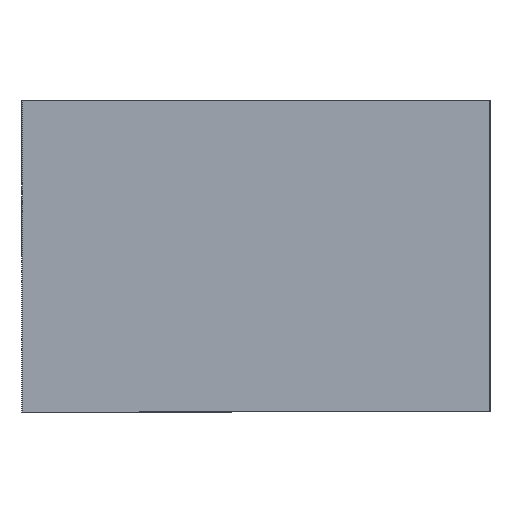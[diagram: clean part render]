
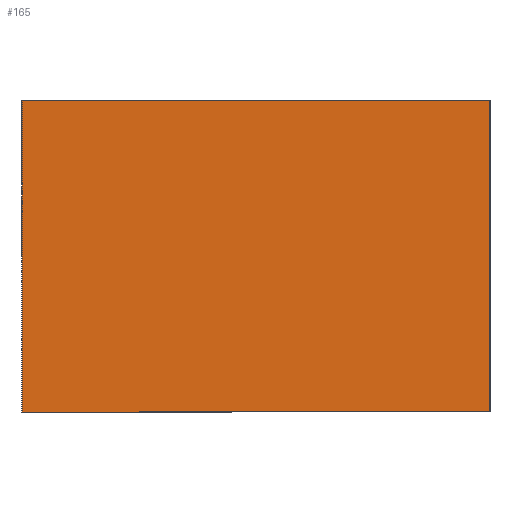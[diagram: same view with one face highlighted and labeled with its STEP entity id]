
A CAD part, left-side view. The second image highlights one B-rep face of the part: STEP entity #165.
In plain terms, the highlighted planar face has unit normal (-1, 0, 0).
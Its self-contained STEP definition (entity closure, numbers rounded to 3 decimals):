
#33 = CARTESIAN_POINT ( 'NONE',  ( -74., 0., 46.056 ) ) ;
#36 = VERTEX_POINT ( 'NONE', #211 ) ;
#52 = PLANE ( 'NONE',  #665 ) ;
#59 = ORIENTED_EDGE ( 'NONE', *, *, #236, .T. ) ;
#72 = EDGE_CURVE ( 'NONE', #575, #498, #425, .T. ) ;
#82 = VERTEX_POINT ( 'NONE', #414 ) ;
#96 = DIRECTION ( 'NONE',  ( 0., 0., -1. ) ) ;
#157 = CARTESIAN_POINT ( 'NONE',  ( -74., 30., 10. ) ) ;
#165 = ADVANCED_FACE ( 'NONE', ( #346 ), #52, .F. ) ;
#181 = DIRECTION ( 'NONE',  ( 0., 0., -1. ) ) ;
#211 = CARTESIAN_POINT ( 'NONE',  ( -74., 30., -10. ) ) ;
#236 = EDGE_CURVE ( 'NONE', #36, #82, #657, .T. ) ;
#237 = ORIENTED_EDGE ( 'NONE', *, *, #549, .F. ) ;
#288 = CARTESIAN_POINT ( 'NONE',  ( -74., 0., -10. ) ) ;
#307 = LINE ( 'NONE', #879, #739 ) ;
#323 = VECTOR ( 'NONE', #802, 1000. ) ;
#342 = CARTESIAN_POINT ( 'NONE',  ( -74., 0., 46.056 ) ) ;
#346 = FACE_OUTER_BOUND ( 'NONE', #747, .T. ) ;
#353 = CARTESIAN_POINT ( 'NONE',  ( -74., 0., 10. ) ) ;
#359 = VECTOR ( 'NONE', #632, 1000. ) ;
#406 = CARTESIAN_POINT ( 'NONE',  ( -74., 0., 10. ) ) ;
#414 = CARTESIAN_POINT ( 'NONE',  ( -74., 0., -10. ) ) ;
#425 = LINE ( 'NONE', #353, #359 ) ;
#456 = ORIENTED_EDGE ( 'NONE', *, *, #72, .T. ) ;
#466 = EDGE_CURVE ( 'NONE', #498, #36, #307, .T. ) ;
#468 = ORIENTED_EDGE ( 'NONE', *, *, #466, .T. ) ;
#498 = VERTEX_POINT ( 'NONE', #157 ) ;
#547 = LINE ( 'NONE', #33, #781 ) ;
#549 = EDGE_CURVE ( 'NONE', #575, #82, #547, .T. ) ;
#575 = VERTEX_POINT ( 'NONE', #406 ) ;
#632 = DIRECTION ( 'NONE',  ( 0., 1., 0. ) ) ;
#635 = DIRECTION ( 'NONE',  ( 1., 0., 0. ) ) ;
#657 = LINE ( 'NONE', #288, #323 ) ;
#665 = AXIS2_PLACEMENT_3D ( 'NONE', #342, #635, #921 ) ;
#739 = VECTOR ( 'NONE', #96, 1000. ) ;
#747 = EDGE_LOOP ( 'NONE', ( #237, #456, #468, #59 ) ) ;
#781 = VECTOR ( 'NONE', #181, 1000. ) ;
#802 = DIRECTION ( 'NONE',  ( 0., -1., 0. ) ) ;
#879 = CARTESIAN_POINT ( 'NONE',  ( -74., 30., 46.056 ) ) ;
#921 = DIRECTION ( 'NONE',  ( 0., 0., -1. ) ) ;
